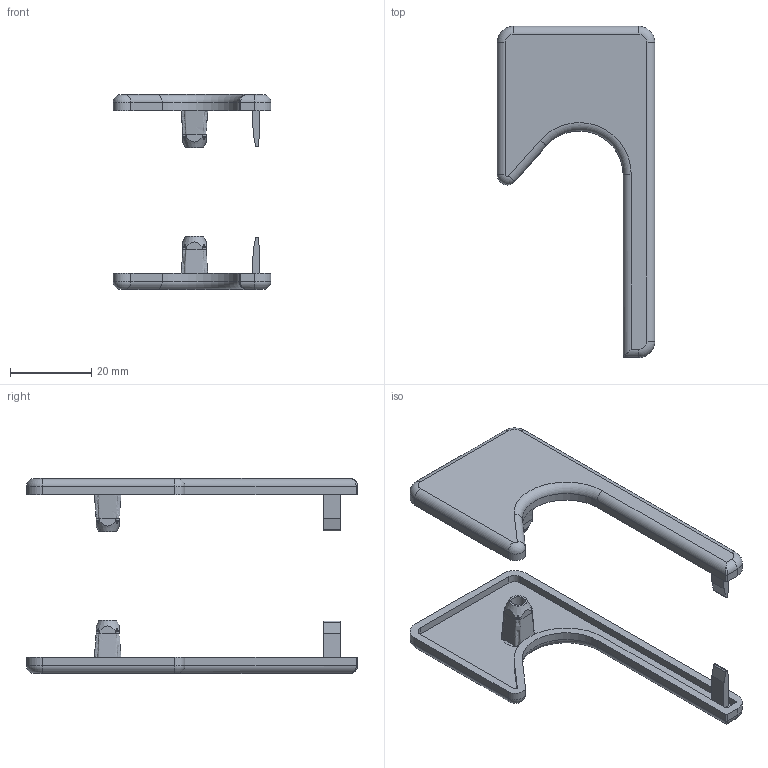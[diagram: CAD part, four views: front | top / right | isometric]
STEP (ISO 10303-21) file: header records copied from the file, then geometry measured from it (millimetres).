
FILE_DESCRIPTION(/* description */ ('STEP AP214'),/* implementation_level */ '2;1');
FILE_NAME(/* name */ '091401S01(high)',/* time_stamp */ '2025-01-22T10:16:47+01:00',/* author */ ('License CC BY-ND 4.0'),/* organization */ ('CADENAS'),/* preprocessor_version */ 'ST-DEVELOPER v19.3',/* originating_system */ 'PARTsolutions',/* authorisation */ ' ');
FILE_SCHEMA (('AUTOMOTIVE_DESIGN {1 0 10303 214 3 1 1}'));
Length unit declared in the file: millimetre
Products named in the file (3): 091401S01(high); 091401S011high; 091401S01Rhigh
Assembly tree (2 placements, depth 2):
  091401S01(high)
    091401S011high
    091401S01Rhigh
Bounding box: 38.8 x 81.5 x 48 mm (x, y, z)
Volume: 8545 mm3; surface area: 9642 mm2
Topology: 2 solids, 2 shells, 168 faces, 471 edges, 309 vertices
Faces by surface type: plane 68, cylinder 66, sphere 18, torus 10, bspline 4, cone 2
Full cylindrical faces by diameter (mm): 3.52 x2
Entity records: 5797 total; most frequent: CARTESIAN_POINT 1477, ORIENTED_EDGE 908, DIRECTION 878, EDGE_CURVE 454, AXIS2_PLACEMENT_3D 323, VERTEX_POINT 302, LINE 232, VECTOR 232
